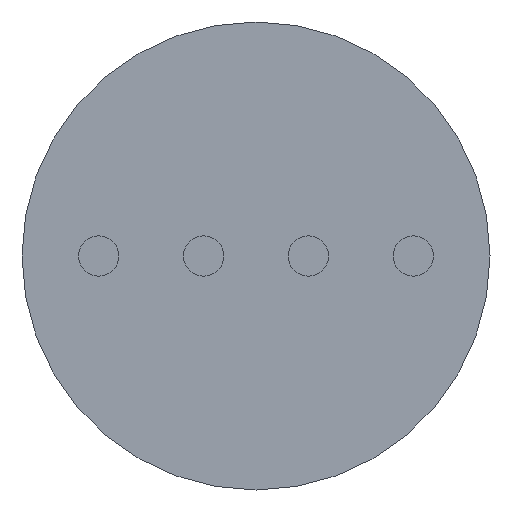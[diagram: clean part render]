
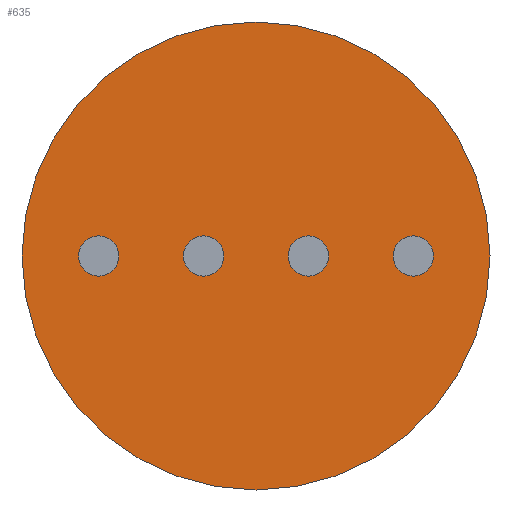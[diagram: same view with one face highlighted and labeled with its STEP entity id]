
A CAD part, front view. The second image highlights one B-rep face of the part: STEP entity #635.
In plain terms, the highlighted planar face has unit normal (0, -1, 0).
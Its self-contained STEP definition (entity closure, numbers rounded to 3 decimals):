
#16 = CARTESIAN_POINT ( 'NONE',  ( 0., 0., 2.9 ) ) ;
#21 = EDGE_CURVE ( 'NONE', #561, #170, #373, .T. ) ;
#25 = CARTESIAN_POINT ( 'NONE',  ( 0., 0., 0. ) ) ;
#27 = EDGE_CURVE ( 'NONE', #489, #206, #307, .T. ) ;
#40 = DIRECTION ( 'NONE',  ( 0., -1., 0. ) ) ;
#41 = FACE_BOUND ( 'NONE', #296, .T. ) ;
#44 = CIRCLE ( 'NONE', #416, 0.25 ) ;
#45 = CARTESIAN_POINT ( 'NONE',  ( -0.65, 0., 0. ) ) ;
#53 = AXIS2_PLACEMENT_3D ( 'NONE', #289, #389, #344 ) ;
#55 = EDGE_CURVE ( 'NONE', #404, #196, #393, .T. ) ;
#70 = AXIS2_PLACEMENT_3D ( 'NONE', #340, #40, #293 ) ;
#72 = CARTESIAN_POINT ( 'NONE',  ( 0., 0., -2.9 ) ) ;
#78 = DIRECTION ( 'NONE',  ( 0., 0., -1. ) ) ;
#87 = VERTEX_POINT ( 'NONE', #386 ) ;
#89 = DIRECTION ( 'NONE',  ( 0., -1., 0. ) ) ;
#92 = CARTESIAN_POINT ( 'NONE',  ( 0.65, 0., -0.25 ) ) ;
#94 = ORIENTED_EDGE ( 'NONE', *, *, #659, .F. ) ;
#100 = DIRECTION ( 'NONE',  ( 0., -1., 0. ) ) ;
#106 = AXIS2_PLACEMENT_3D ( 'NONE', #25, #380, #173 ) ;
#108 = CARTESIAN_POINT ( 'NONE',  ( 0.65, 0., 0.25 ) ) ;
#112 = DIRECTION ( 'NONE',  ( 0., -1., 0. ) ) ;
#118 = VERTEX_POINT ( 'NONE', #178 ) ;
#121 = AXIS2_PLACEMENT_3D ( 'NONE', #181, #438, #655 ) ;
#142 = FACE_BOUND ( 'NONE', #593, .T. ) ;
#155 = DIRECTION ( 'NONE',  ( 0., 0., -1. ) ) ;
#161 = DIRECTION ( 'NONE',  ( 0., -1., 0. ) ) ;
#166 = CIRCLE ( 'NONE', #53, 0.25 ) ;
#168 = CIRCLE ( 'NONE', #551, 0.25 ) ;
#169 = EDGE_CURVE ( 'NONE', #170, #561, #166, .T. ) ;
#170 = VERTEX_POINT ( 'NONE', #92 ) ;
#172 = VERTEX_POINT ( 'NONE', #509 ) ;
#173 = DIRECTION ( 'NONE',  ( 0., 0., 1. ) ) ;
#174 = EDGE_CURVE ( 'NONE', #118, #172, #510, .T. ) ;
#178 = CARTESIAN_POINT ( 'NONE',  ( -0.65, 0., 0.25 ) ) ;
#181 = CARTESIAN_POINT ( 'NONE',  ( 0., 0., 0. ) ) ;
#189 = AXIS2_PLACEMENT_3D ( 'NONE', #573, #100, #453 ) ;
#196 = VERTEX_POINT ( 'NONE', #268 ) ;
#206 = VERTEX_POINT ( 'NONE', #16 ) ;
#222 = CIRCLE ( 'NONE', #106, 2.9 ) ;
#226 = EDGE_LOOP ( 'NONE', ( #414, #431 ) ) ;
#235 = EDGE_CURVE ( 'NONE', #483, #87, #44, .T. ) ;
#245 = DIRECTION ( 'NONE',  ( 0., -1., 0. ) ) ;
#262 = CARTESIAN_POINT ( 'NONE',  ( 1.95, 0., 0. ) ) ;
#268 = CARTESIAN_POINT ( 'NONE',  ( -1.95, 0., 0.25 ) ) ;
#271 = ORIENTED_EDGE ( 'NONE', *, *, #169, .F. ) ;
#277 = AXIS2_PLACEMENT_3D ( 'NONE', #430, #652, #155 ) ;
#289 = CARTESIAN_POINT ( 'NONE',  ( 0.65, 0., 0. ) ) ;
#293 = DIRECTION ( 'NONE',  ( 0., 0., -1. ) ) ;
#296 = EDGE_LOOP ( 'NONE', ( #94, #491 ) ) ;
#307 = CIRCLE ( 'NONE', #121, 2.9 ) ;
#314 = DIRECTION ( 'NONE',  ( 0., 0., 1. ) ) ;
#321 = CARTESIAN_POINT ( 'NONE',  ( 1.95, 0., -0.25 ) ) ;
#336 = AXIS2_PLACEMENT_3D ( 'NONE', #559, #89, #507 ) ;
#340 = CARTESIAN_POINT ( 'NONE',  ( -1.95, 0., 0. ) ) ;
#344 = DIRECTION ( 'NONE',  ( 0., 0., 1. ) ) ;
#370 = ORIENTED_EDGE ( 'NONE', *, *, #27, .F. ) ;
#373 = CIRCLE ( 'NONE', #336, 0.25 ) ;
#380 = DIRECTION ( 'NONE',  ( 0., 1., 0. ) ) ;
#386 = CARTESIAN_POINT ( 'NONE',  ( 1.95, 0., 0.25 ) ) ;
#389 = DIRECTION ( 'NONE',  ( 0., -1., 0. ) ) ;
#392 = FACE_BOUND ( 'NONE', #660, .T. ) ;
#393 = CIRCLE ( 'NONE', #70, 0.25 ) ;
#399 = PLANE ( 'NONE',  #570 ) ;
#404 = VERTEX_POINT ( 'NONE', #642 ) ;
#414 = ORIENTED_EDGE ( 'NONE', *, *, #440, .F. ) ;
#416 = AXIS2_PLACEMENT_3D ( 'NONE', #262, #112, #314 ) ;
#418 = CIRCLE ( 'NONE', #189, 0.25 ) ;
#427 = ORIENTED_EDGE ( 'NONE', *, *, #21, .F. ) ;
#430 = CARTESIAN_POINT ( 'NONE',  ( -0.65, 0., 0. ) ) ;
#431 = ORIENTED_EDGE ( 'NONE', *, *, #235, .F. ) ;
#438 = DIRECTION ( 'NONE',  ( 0., 1., 0. ) ) ;
#440 = EDGE_CURVE ( 'NONE', #87, #483, #168, .T. ) ;
#453 = DIRECTION ( 'NONE',  ( 0., 0., -1. ) ) ;
#460 = DIRECTION ( 'NONE',  ( 0., -1., 0. ) ) ;
#483 = VERTEX_POINT ( 'NONE', #321 ) ;
#489 = VERTEX_POINT ( 'NONE', #72 ) ;
#491 = ORIENTED_EDGE ( 'NONE', *, *, #55, .F. ) ;
#493 = EDGE_CURVE ( 'NONE', #206, #489, #222, .T. ) ;
#507 = DIRECTION ( 'NONE',  ( 0., 0., 1. ) ) ;
#509 = CARTESIAN_POINT ( 'NONE',  ( -0.65, 0., -0.25 ) ) ;
#510 = CIRCLE ( 'NONE', #530, 0.25 ) ;
#512 = ORIENTED_EDGE ( 'NONE', *, *, #174, .F. ) ;
#530 = AXIS2_PLACEMENT_3D ( 'NONE', #45, #245, #606 ) ;
#548 = FACE_BOUND ( 'NONE', #226, .T. ) ;
#551 = AXIS2_PLACEMENT_3D ( 'NONE', #640, #161, #588 ) ;
#553 = EDGE_CURVE ( 'NONE', #172, #118, #589, .T. ) ;
#556 = ORIENTED_EDGE ( 'NONE', *, *, #493, .F. ) ;
#559 = CARTESIAN_POINT ( 'NONE',  ( 0.65, 0., 0. ) ) ;
#561 = VERTEX_POINT ( 'NONE', #108 ) ;
#567 = CARTESIAN_POINT ( 'NONE',  ( 0., 0., 2.9 ) ) ;
#570 = AXIS2_PLACEMENT_3D ( 'NONE', #567, #460, #78 ) ;
#573 = CARTESIAN_POINT ( 'NONE',  ( -1.95, 0., 0. ) ) ;
#588 = DIRECTION ( 'NONE',  ( 0., 0., 1. ) ) ;
#589 = CIRCLE ( 'NONE', #277, 0.25 ) ;
#593 = EDGE_LOOP ( 'NONE', ( #427, #271 ) ) ;
#598 = ORIENTED_EDGE ( 'NONE', *, *, #553, .F. ) ;
#606 = DIRECTION ( 'NONE',  ( 0., 0., -1. ) ) ;
#618 = EDGE_LOOP ( 'NONE', ( #556, #370 ) ) ;
#635 = ADVANCED_FACE ( 'NONE', ( #548, #142, #392, #41, #668 ), #399, .T. ) ;
#640 = CARTESIAN_POINT ( 'NONE',  ( 1.95, 0., 0. ) ) ;
#642 = CARTESIAN_POINT ( 'NONE',  ( -1.95, 0., -0.25 ) ) ;
#652 = DIRECTION ( 'NONE',  ( 0., -1., 0. ) ) ;
#655 = DIRECTION ( 'NONE',  ( 0., 0., 1. ) ) ;
#659 = EDGE_CURVE ( 'NONE', #196, #404, #418, .T. ) ;
#660 = EDGE_LOOP ( 'NONE', ( #512, #598 ) ) ;
#668 = FACE_OUTER_BOUND ( 'NONE', #618, .T. ) ;
